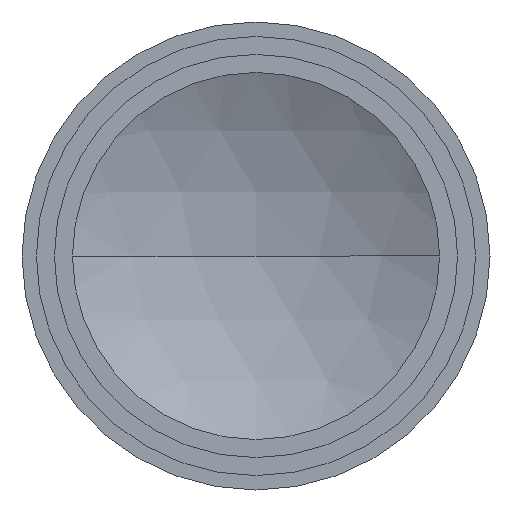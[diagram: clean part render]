
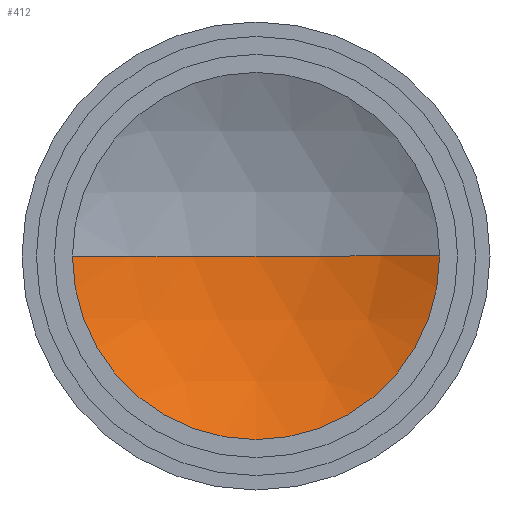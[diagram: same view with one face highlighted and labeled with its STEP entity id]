
A CAD part, left-side view. The second image highlights one B-rep face of the part: STEP entity #412.
In plain terms, the highlighted spherical face has radius 2.692 mm.
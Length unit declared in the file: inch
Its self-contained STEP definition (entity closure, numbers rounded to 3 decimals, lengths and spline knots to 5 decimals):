
#3 = CARTESIAN_POINT ( 'NONE',  ( -0.44292, 0., 0. ) ) ;
#5 = DIRECTION ( 'NONE',  ( -1., 0., 0. ) ) ;
#30 = DIRECTION ( 'NONE',  ( 0., 0., -1. ) ) ;
#35 = DIRECTION ( 'NONE',  ( 0., -1., 0. ) ) ;
#37 = DIRECTION ( 'NONE',  ( 1., 0., 0. ) ) ;
#42 = CIRCLE ( 'NONE', #63, 0.106 ) ;
#58 = CARTESIAN_POINT ( 'NONE',  ( -0.33692, 0., 0. ) ) ;
#63 = AXIS2_PLACEMENT_3D ( 'NONE', #411, #211, #5 ) ;
#83 = VERTEX_POINT ( 'NONE', #318 ) ;
#84 = AXIS2_PLACEMENT_3D ( 'NONE', #107, #315, #208 ) ;
#107 = CARTESIAN_POINT ( 'NONE',  ( -0.44292, 0., 0. ) ) ;
#120 = EDGE_CURVE ( 'NONE', #83, #418, #302, .T. ) ;
#153 = ORIENTED_EDGE ( 'NONE', *, *, #427, .F. ) ;
#191 = ORIENTED_EDGE ( 'NONE', *, *, #387, .T. ) ;
#208 = DIRECTION ( 'NONE',  ( 0., 1., 0. ) ) ;
#210 = VERTEX_POINT ( 'NONE', #58 ) ;
#211 = DIRECTION ( 'NONE',  ( 0., 0., -1. ) ) ;
#221 = FACE_OUTER_BOUND ( 'NONE', #223, .T. ) ;
#223 = EDGE_LOOP ( 'NONE', ( #307, #191, #153 ) ) ;
#233 = CIRCLE ( 'NONE', #245, 0.106 ) ;
#235 = AXIS2_PLACEMENT_3D ( 'NONE', #281, #37, #30 ) ;
#244 = DIRECTION ( 'NONE',  ( 0., 0., 1. ) ) ;
#245 = AXIS2_PLACEMENT_3D ( 'NONE', #3, #244, #35 ) ;
#246 = CARTESIAN_POINT ( 'NONE',  ( -0.35, 0.051, 0. ) ) ;
#281 = CARTESIAN_POINT ( 'NONE',  ( -0.35, 0., 0. ) ) ;
#302 = CIRCLE ( 'NONE', #235, 0.051 ) ;
#307 = ORIENTED_EDGE ( 'NONE', *, *, #120, .F. ) ;
#315 = DIRECTION ( 'NONE',  ( 0., 0., 1. ) ) ;
#318 = CARTESIAN_POINT ( 'NONE',  ( -0.35, -0.051, 0. ) ) ;
#321 = SPHERICAL_SURFACE ( 'NONE', #84, 0.106 ) ;
#387 = EDGE_CURVE ( 'NONE', #83, #210, #233, .T. ) ;
#411 = CARTESIAN_POINT ( 'NONE',  ( -0.44292, 0., 0. ) ) ;
#412 = ADVANCED_FACE ( 'NONE', ( #221 ), #321, .F. ) ;
#418 = VERTEX_POINT ( 'NONE', #246 ) ;
#427 = EDGE_CURVE ( 'NONE', #418, #210, #42, .T. ) ;
